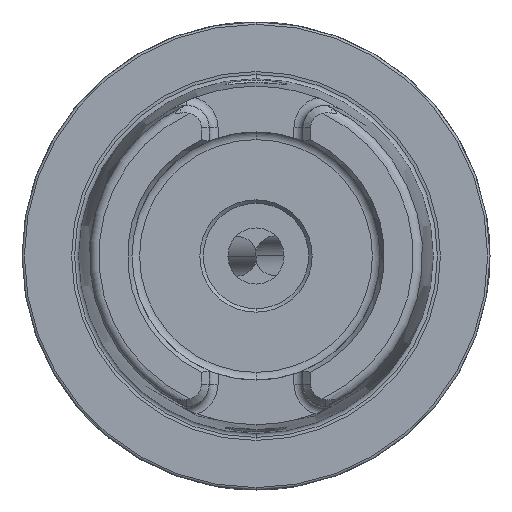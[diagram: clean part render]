
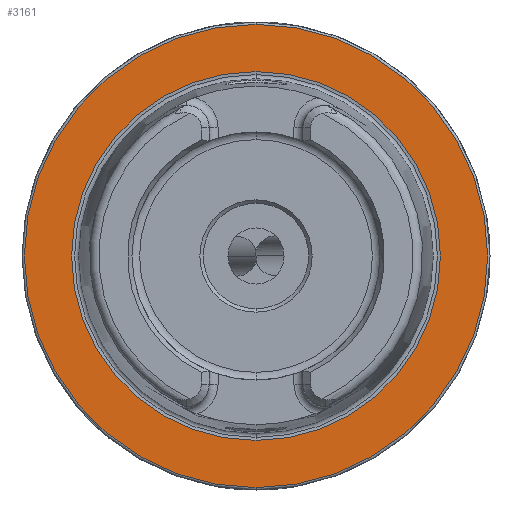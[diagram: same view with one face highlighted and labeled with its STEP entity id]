
A CAD part, left-side view. The second image highlights one B-rep face of the part: STEP entity #3161.
In plain terms, the highlighted planar face has unit normal (-1, 0, 0).
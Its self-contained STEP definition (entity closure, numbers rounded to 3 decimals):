
#3161 = ADVANCED_FACE ( 'NONE', ( #10848, #10855 ), #10856, .F. ) ;
#3339 = EDGE_LOOP ( 'NONE', ( #14583, #14584 ) ) ;
#3341 = EDGE_LOOP ( 'NONE', ( #14585, #14586 ) ) ;
#4097 = AXIS2_PLACEMENT_3D ( 'NONE', #10853, #10851, #10858 ) ;
#5647 = CIRCLE ( 'NONE', #5650, 49.5 ) ;
#5649 = CIRCLE ( 'NONE', #5652, 39.405 ) ;
#5650 = AXIS2_PLACEMENT_3D ( 'NONE', #7597, #7598, #7599 ) ;
#5652 = AXIS2_PLACEMENT_3D ( 'NONE', #7600, #7601, #7602 ) ;
#7272 = CARTESIAN_POINT ( 'NONE',  ( 0., 0., 0. ) ) ;
#7273 = DIRECTION ( 'NONE',  ( -1., 0., 0. ) ) ;
#7274 = DIRECTION ( 'NONE',  ( 0., 0., 1. ) ) ;
#7284 = CARTESIAN_POINT ( 'NONE',  ( 0., 0., 0. ) ) ;
#7285 = DIRECTION ( 'NONE',  ( -1., 0., 0. ) ) ;
#7286 = DIRECTION ( 'NONE',  ( 0., 0., 1. ) ) ;
#7597 = CARTESIAN_POINT ( 'NONE',  ( 0., 0., 0. ) ) ;
#7598 = DIRECTION ( 'NONE',  ( -1., 0., 0. ) ) ;
#7599 = DIRECTION ( 'NONE',  ( 0., 0., 1. ) ) ;
#7600 = CARTESIAN_POINT ( 'NONE',  ( 0., 0., 0. ) ) ;
#7601 = DIRECTION ( 'NONE',  ( -1., 0., 0. ) ) ;
#7602 = DIRECTION ( 'NONE',  ( 0., 0., 1. ) ) ;
#10848 = FACE_BOUND ( 'NONE', #3339, .T. ) ;
#10851 = DIRECTION ( 'NONE',  ( 1., 0., 0. ) ) ;
#10853 = CARTESIAN_POINT ( 'NONE',  ( 0., 49.5, 0. ) ) ;
#10855 = FACE_OUTER_BOUND ( 'NONE', #3341, .T. ) ;
#10856 = PLANE ( 'NONE',  #4097 ) ;
#10858 = DIRECTION ( 'NONE',  ( 0., 0., -1. ) ) ;
#12001 = CARTESIAN_POINT ( 'NONE',  ( 0., 0., -49.5 ) ) ;
#12002 = CARTESIAN_POINT ( 'NONE',  ( 0., 0., 49.5 ) ) ;
#12004 = CARTESIAN_POINT ( 'NONE',  ( 0., 0., 39.405 ) ) ;
#12009 = CARTESIAN_POINT ( 'NONE',  ( 0., 0., -39.405 ) ) ;
#13115 = VERTEX_POINT ( 'NONE', #12001 ) ;
#13116 = VERTEX_POINT ( 'NONE', #12002 ) ;
#13118 = VERTEX_POINT ( 'NONE', #12004 ) ;
#13123 = VERTEX_POINT ( 'NONE', #12009 ) ;
#13416 = AXIS2_PLACEMENT_3D ( 'NONE', #7272, #7273, #7274 ) ;
#13417 = CIRCLE ( 'NONE', #13416, 39.405 ) ;
#13425 = CIRCLE ( 'NONE', #13428, 49.5 ) ;
#13428 = AXIS2_PLACEMENT_3D ( 'NONE', #7284, #7285, #7286 ) ;
#14121 = EDGE_CURVE ( 'NONE', #13123, #13118, #13417, .T. ) ;
#14125 = EDGE_CURVE ( 'NONE', #13116, #13115, #13425, .T. ) ;
#14583 = ORIENTED_EDGE ( 'NONE', *, *, #16737, .F. ) ;
#14584 = ORIENTED_EDGE ( 'NONE', *, *, #14121, .F. ) ;
#14585 = ORIENTED_EDGE ( 'NONE', *, *, #14125, .T. ) ;
#14586 = ORIENTED_EDGE ( 'NONE', *, *, #16736, .T. ) ;
#16736 = EDGE_CURVE ( 'NONE', #13115, #13116, #5647, .T. ) ;
#16737 = EDGE_CURVE ( 'NONE', #13118, #13123, #5649, .T. ) ;
